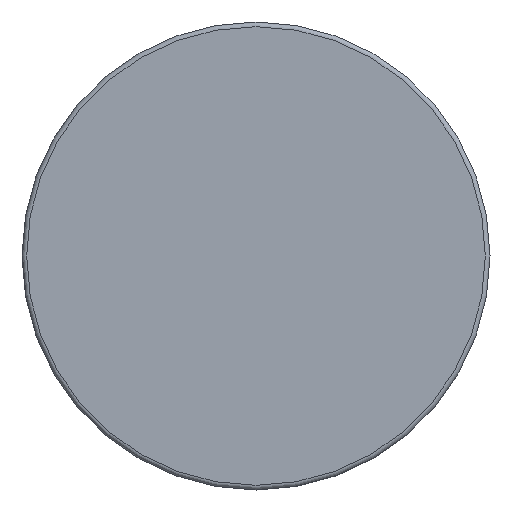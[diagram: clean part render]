
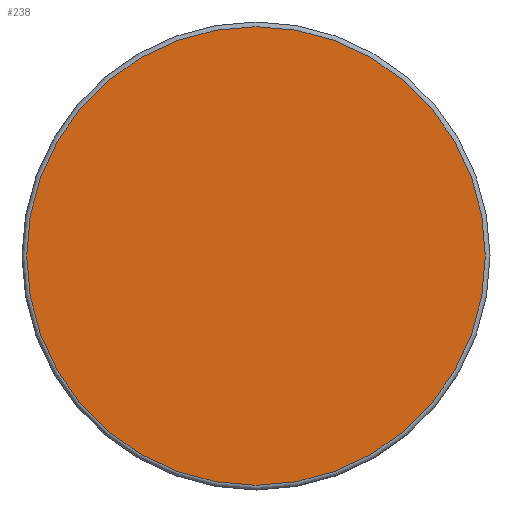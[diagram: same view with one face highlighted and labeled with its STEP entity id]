
A CAD part, front view. The second image highlights one B-rep face of the part: STEP entity #238.
In plain terms, the highlighted planar face has unit normal (0, -1, 0).
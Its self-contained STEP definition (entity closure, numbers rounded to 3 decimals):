
#215=CARTESIAN_POINT('',(0.0,0.0,9.8));
#216=VERTEX_POINT('',#215);
#217=CARTESIAN_POINT('',(0.0,0.0,0.0));
#218=DIRECTION('',(0.0,1.0,0.0));
#219=DIRECTION('',(0.0,0.0,1.0));
#220=AXIS2_PLACEMENT_3D('',#217,#218,#219);
#221=CIRCLE('',#220,9.8);
#222=EDGE_CURVE('',#216,#216,#221,.T.);
#230=CARTESIAN_POINT('',(0.0,0.,0.0));
#231=DIRECTION('',(0.0,1.0,0.0));
#232=DIRECTION('',(0.0,0.0,1.0));
#233=AXIS2_PLACEMENT_3D('',#230,#231,#232);
#234=PLANE('',#233);
#235=ORIENTED_EDGE('',*,*,#222,.F.);
#236=EDGE_LOOP('',(#235));
#237=FACE_OUTER_BOUND('',#236,.T.);
#238=ADVANCED_FACE('',(#237),#234,.F.);
